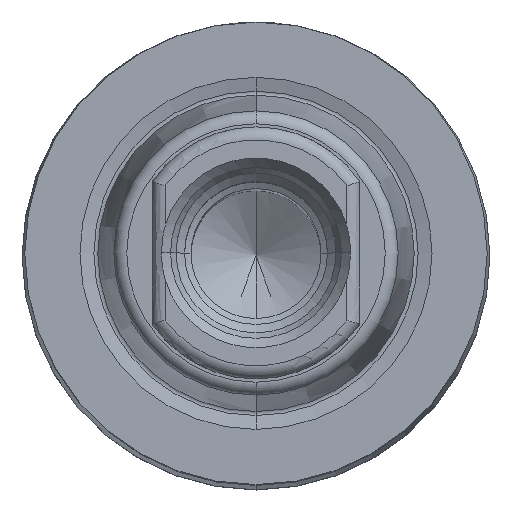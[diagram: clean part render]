
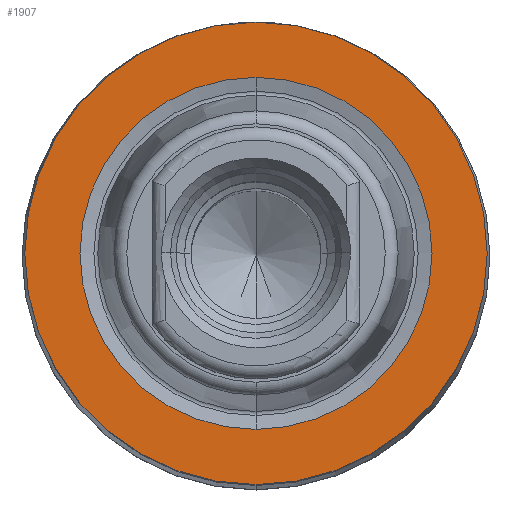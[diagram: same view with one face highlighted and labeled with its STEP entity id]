
A CAD part, top view. The second image highlights one B-rep face of the part: STEP entity #1907.
In plain terms, the highlighted planar face has unit normal (0, 0, 1).
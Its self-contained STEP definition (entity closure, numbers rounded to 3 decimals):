
#509=CARTESIAN_POINT('',(0.,0.,0.));
#510=DIRECTION('',(0.,0.,1.));
#511=DIRECTION('',(0.,-1.,0.));
#512=AXIS2_PLACEMENT_3D('',#509,#510,#511);
#517=CARTESIAN_POINT('',(0.,0.,0.));
#518=DIRECTION('',(0.,0.,-1.));
#519=DIRECTION('',(0.,-1.,0.));
#520=AXIS2_PLACEMENT_3D('',#517,#518,#519);
#525=CARTESIAN_POINT('',(0.,0.,0.));
#526=DIRECTION('',(0.,0.,-1.));
#527=DIRECTION('',(0.,-1.,0.));
#528=AXIS2_PLACEMENT_3D('',#525,#526,#527);
#547=CARTESIAN_POINT('',(0.,0.,0.));
#548=DIRECTION('',(0.,0.,1.));
#549=DIRECTION('',(0.,-1.,0.));
#550=AXIS2_PLACEMENT_3D('',#547,#548,#549);
#1279=CARTESIAN_POINT('',(0.,-6.776,0.));
#1281=VERTEX_POINT('',#1279);
#1289=CARTESIAN_POINT('',(0.,6.776,0.));
#1291=VERTEX_POINT('',#1289);
#1299=CARTESIAN_POINT('',(0.,-8.9,0.));
#1300=CARTESIAN_POINT('',(0.,8.9,0.));
#1301=VERTEX_POINT('',#1299);
#1302=VERTEX_POINT('',#1300);
#1892=CARTESIAN_POINT('',(0.,0.,0.));
#1893=DIRECTION('',(0.,0.,-1.));
#1894=DIRECTION('',(0.,1.,0.));
#1895=AXIS2_PLACEMENT_3D('',#1892,#1893,#1894);
#1896=PLANE('',#1895);
#1897=ORIENTED_EDGE('',*,*,#1816,.F.);
#1898=ORIENTED_EDGE('',*,*,#1883,.T.);
#1899=EDGE_LOOP('',(#1897,#1898));
#1900=FACE_OUTER_BOUND('',#1899,.F.);
#1902=ORIENTED_EDGE('',*,*,#1901,.F.);
#1904=ORIENTED_EDGE('',*,*,#1903,.T.);
#1905=EDGE_LOOP('',(#1902,#1904));
#1906=FACE_BOUND('',#1905,.F.);
#513=CIRCLE('',#512,8.9);
#521=CIRCLE('',#520,8.9);
#529=CIRCLE('',#528,6.776);
#551=CIRCLE('',#550,6.776);
#1816=EDGE_CURVE('',#1301,#1302,#513,.T.);
#1883=EDGE_CURVE('',#1301,#1302,#521,.T.);
#1901=EDGE_CURVE('',#1281,#1291,#529,.T.);
#1903=EDGE_CURVE('',#1281,#1291,#551,.T.);
#1907=ADVANCED_FACE('',(#1900,#1906),#1896,.F.);
